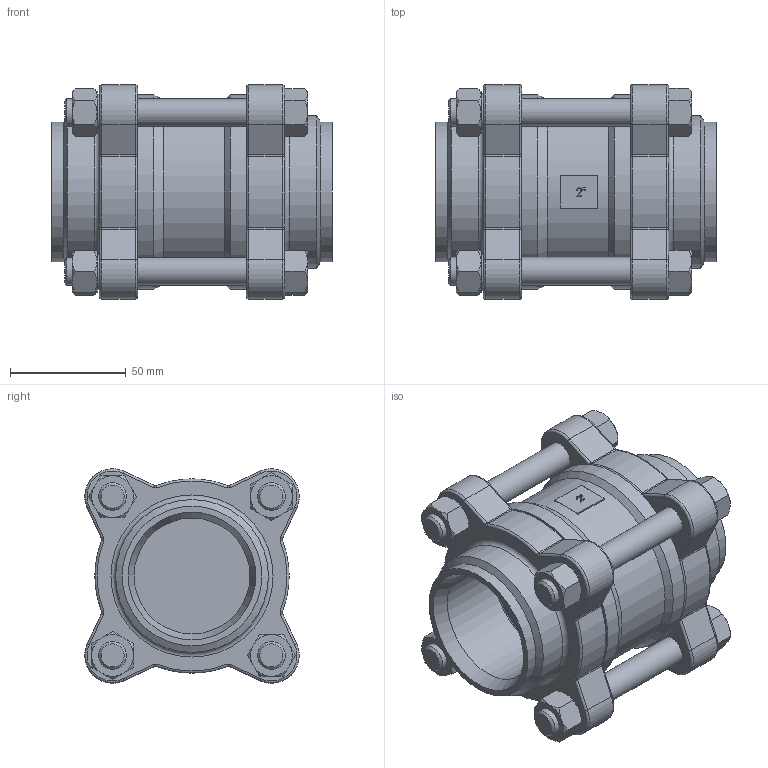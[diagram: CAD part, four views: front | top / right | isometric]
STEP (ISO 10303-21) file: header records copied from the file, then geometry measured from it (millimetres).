
FILE_DESCRIPTION(/* description */ ('Unknown'),/* implementation_level */ '2;1');
FILE_NAME(/* name */ 'WA-002-S008-DN50',/* time_stamp */ '2022-10-05T13:50:52+08:00',/* author */ ('Unknown'),/* organization */ ('Unknown'),/* preprocessor_version */ 'ST-DEVELOPER v16.7',/* originating_system */ 'DEX',/* authorisation */ $);
FILE_SCHEMA (('AUTOMOTIVE_DESIGN {1 0 10303 214 3 1 1}'));
Length unit declared in the file: millimetre
Products named in the file (6): WA-002-S008-DN50; WA-002-S008-DN50-BODY; WA-002-S008-DN50-END CAP -BW; WA-002-S008-DN50-BODY BLOT; WA-002-S008-DN50-BODY NUT; WA-002-S008-DN50-BOLT WASHER
Assembly tree (15 placements, depth 2):
  WA-002-S008-DN50
    WA-002-S008-DN50-BODY
    WA-002-S008-DN50-END CAP -BW  x2
    WA-002-S008-DN50-BODY BLOT  x4
    WA-002-S008-DN50-BODY NUT  x4
    WA-002-S008-DN50-BOLT WASHER  x4
Bounding box: 121 x 92.5 x 92.5 mm (x, y, z)
Volume: 470311.8 mm3; surface area: 110954.1 mm2
Topology: 15 solids, 15 shells, 456 faces, 1028 edges, 623 vertices
Faces by surface type: plane 172, cylinder 102, cone 86, torus 66, bspline 30
Full cylindrical faces by diameter (mm): 10.2 x4, 12 x4, 12.5 x8, 19.458 x1, 23.757 x1, 48.757 x1, 50 x3, 54.822 x1, 60.3 x2, 66 x2, 79 x1, 84 x2
Entity records: 8787 total; most frequent: CARTESIAN_POINT 3398, DIRECTION 1056, ORIENTED_EDGE 1044, EDGE_CURVE 522, AXIS2_PLACEMENT_3D 406, VERTEX_POINT 338, EDGE_LOOP 294, FACE_BOUND 294
